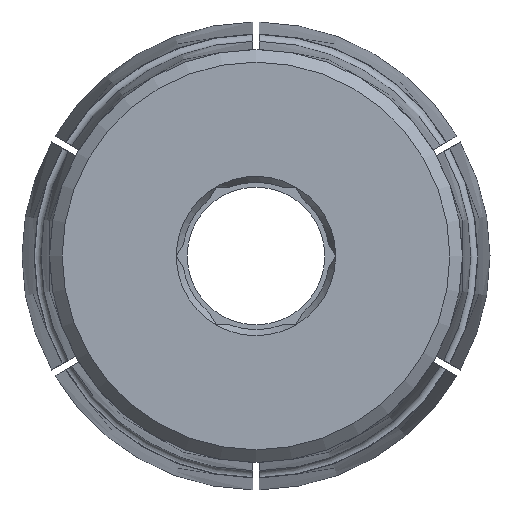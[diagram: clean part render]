
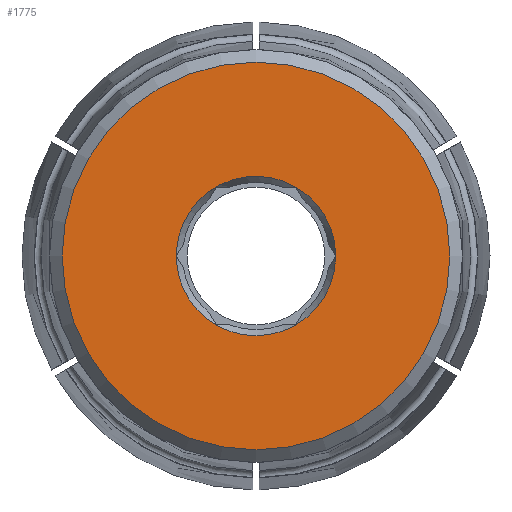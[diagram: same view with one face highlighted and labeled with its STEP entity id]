
A CAD part, left-side view. The second image highlights one B-rep face of the part: STEP entity #1775.
In plain terms, the highlighted planar face has unit normal (-1, 0, 0).
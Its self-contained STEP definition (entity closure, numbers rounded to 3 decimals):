
#309=PLANE('',#1963);
#702=ORIENTED_EDGE('',*,*,#1162,.F.);
#703=ORIENTED_EDGE('',*,*,#925,.T.);
#925=EDGE_CURVE('',#1191,#1191,#1373,.T.);
#1162=EDGE_CURVE('',#1362,#1362,#1448,.T.);
#1191=VERTEX_POINT('',#2520);
#1362=VERTEX_POINT('',#3171);
#1373=CIRCLE('',#1826,5.79);
#1448=CIRCLE('',#1964,14.08);
#1531=EDGE_LOOP('',(#702));
#1532=EDGE_LOOP('',(#703));
#1647=FACE_BOUND('',#1531,.T.);
#1648=FACE_BOUND('',#1532,.T.);
#1775=ADVANCED_FACE('',(#1647,#1648),#309,.F.);
#1826=AXIS2_PLACEMENT_3D('',#2519,#2021,#2022);
#1963=AXIS2_PLACEMENT_3D('',#3169,#2397,#2398);
#1964=AXIS2_PLACEMENT_3D('',#3170,#2399,#2400);
#2021=DIRECTION('',(1.,0.,0.));
#2022=DIRECTION('',(0.,0.,-1.));
#2397=DIRECTION('',(1.,0.,0.));
#2398=DIRECTION('',(0.,0.,-1.));
#2399=DIRECTION('',(1.,0.,0.));
#2400=DIRECTION('',(0.,0.,-1.));
#2519=CARTESIAN_POINT('',(0.,0.,0.));
#2520=CARTESIAN_POINT('',(0.,0.,-5.79));
#3169=CARTESIAN_POINT('',(0.,5.79,0.));
#3170=CARTESIAN_POINT('',(0.,0.,0.));
#3171=CARTESIAN_POINT('',(0.,0.,-14.08));
